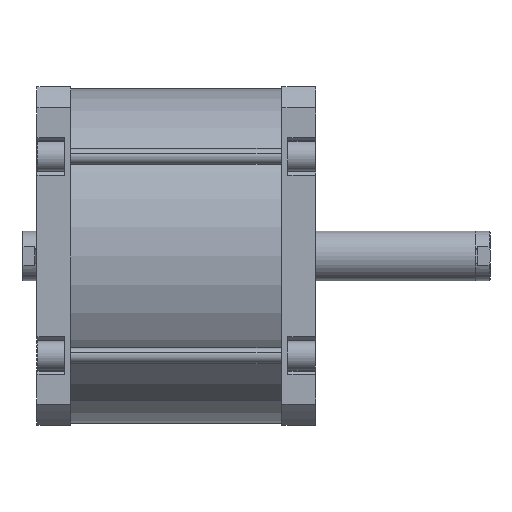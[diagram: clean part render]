
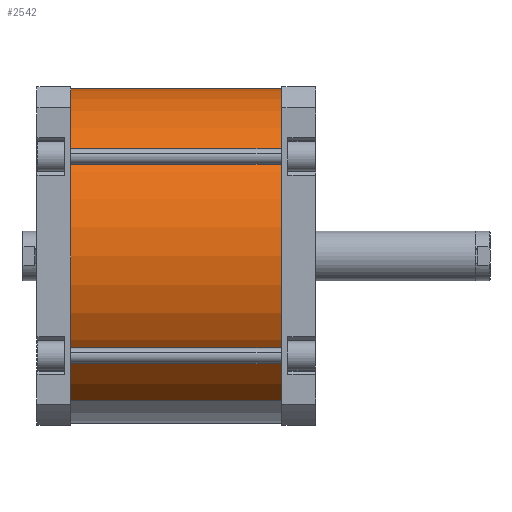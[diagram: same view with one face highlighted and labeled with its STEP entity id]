
A CAD part, front view. The second image highlights one B-rep face of the part: STEP entity #2542.
In plain terms, the highlighted cylindrical face has radius 168 mm (diameter 336 mm), a partial arc.
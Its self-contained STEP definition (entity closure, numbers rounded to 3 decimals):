
#39 = ORIENTED_EDGE ( 'NONE', *, *, #5142, .T. ) ;
#75 = ORIENTED_EDGE ( 'NONE', *, *, #5146, .F. ) ;
#86 = ORIENTED_EDGE ( 'NONE', *, *, #5148, .F. ) ;
#102 = ORIENTED_EDGE ( 'NONE', *, *, #5151, .T. ) ;
#821 = DIRECTION ( 'NONE',  ( -1., 0., 0. ) ) ;
#826 = DIRECTION ( 'NONE',  ( 0., 0., -1. ) ) ;
#831 = CARTESIAN_POINT ( 'NONE',  ( 0., 0., 212. ) ) ;
#1143 = CARTESIAN_POINT ( 'NONE',  ( 168., 0., 212. ) ) ;
#1144 = CARTESIAN_POINT ( 'NONE',  ( -168., 0., 212. ) ) ;
#1145 = DIRECTION ( 'NONE',  ( 0., 0., -1. ) ) ;
#1156 = DIRECTION ( 'NONE',  ( 0., 0., -1. ) ) ;
#1160 = CARTESIAN_POINT ( 'NONE',  ( 0., 0., 212. ) ) ;
#1162 = DIRECTION ( 'NONE',  ( 0., 0., 1. ) ) ;
#1163 = DIRECTION ( 'NONE',  ( 1., 0., 0. ) ) ;
#1164 = CARTESIAN_POINT ( 'NONE',  ( 0., 0., 0. ) ) ;
#1171 = DIRECTION ( 'NONE',  ( 0., 0., 1. ) ) ;
#1172 = DIRECTION ( 'NONE',  ( 1., 0., 0. ) ) ;
#1663 = AXIS2_PLACEMENT_3D ( 'NONE', #831, #826, #821 ) ;
#1699 = VERTEX_POINT ( 'NONE', #1984 ) ;
#1702 = VERTEX_POINT ( 'NONE', #1990 ) ;
#1704 = VERTEX_POINT ( 'NONE', #1991 ) ;
#1714 = VERTEX_POINT ( 'NONE', #2001 ) ;
#1984 = CARTESIAN_POINT ( 'NONE',  ( -168., 0., 212. ) ) ;
#1990 = CARTESIAN_POINT ( 'NONE',  ( -168., 0., 0. ) ) ;
#1991 = CARTESIAN_POINT ( 'NONE',  ( 168., 0., 212. ) ) ;
#2001 = CARTESIAN_POINT ( 'NONE',  ( 168., 0., 0. ) ) ;
#2542 = ADVANCED_FACE ( 'NONE', ( #4597 ), #4598, .T. ) ;
#2830 = AXIS2_PLACEMENT_3D ( 'NONE', #1160, #1162, #1163 ) ;
#2834 = AXIS2_PLACEMENT_3D ( 'NONE', #1164, #1171, #1172 ) ;
#4597 = FACE_OUTER_BOUND ( 'NONE', #5870, .T. ) ;
#4598 = CYLINDRICAL_SURFACE ( 'NONE', #1663, 168. ) ;
#4791 = LINE ( 'NONE', #1144, #4792 ) ;
#4792 = VECTOR ( 'NONE', #1145, 1000. ) ;
#4794 = VECTOR ( 'NONE', #1156, 1000. ) ;
#4798 = LINE ( 'NONE', #1143, #4794 ) ;
#4801 = CIRCLE ( 'NONE', #2830, 168. ) ;
#4807 = CIRCLE ( 'NONE', #2834, 168. ) ;
#5142 = EDGE_CURVE ( 'NONE', #1699, #1702, #4791, .T. ) ;
#5146 = EDGE_CURVE ( 'NONE', #1704, #1714, #4798, .T. ) ;
#5148 = EDGE_CURVE ( 'NONE', #1699, #1704, #4801, .T. ) ;
#5151 = EDGE_CURVE ( 'NONE', #1702, #1714, #4807, .T. ) ;
#5870 = EDGE_LOOP ( 'NONE', ( #75, #86, #39, #102 ) ) ;
